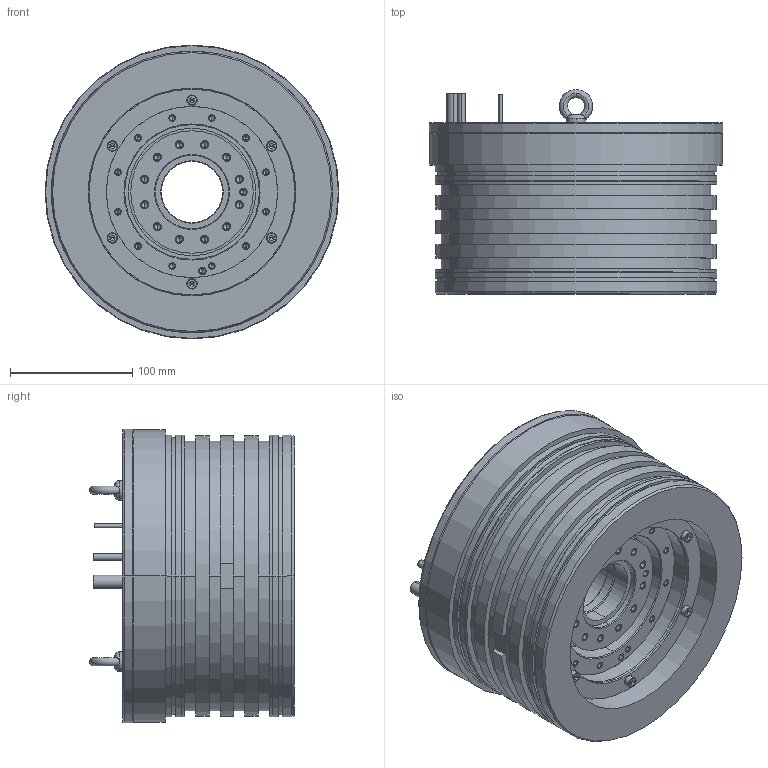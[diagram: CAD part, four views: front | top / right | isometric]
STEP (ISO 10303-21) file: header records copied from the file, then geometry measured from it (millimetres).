
FILE_DESCRIPTION((''),'2;1');
FILE_NAME('1313248-03_ASM','2020-02-26T10:55:33',('ch5084'),(''),'CREO PARAMETRIC BY PTC INC, 2019164','CREO PARAMETRIC BY PTC INC, 2019164','');
FILE_SCHEMA(('AUTOMOTIVE_DESIGN { 1 0 10303 214 1 1 1 1 }'));
Length unit declared in the file: millimetre
Products named in the file (16): 1314091-01-K01; 1314095-01-K01; 1314354-03; 1315817-03_ASM; 1315810-03; 1314097-01-K01; 200507-15-K01; 1314098-01-K01; 1314099-01-K01; 579060-06-Z01; 1278882-01-A01; 1314643-01-K01; 1314644-01-K01; 737739-02-Z01; 200507-99-K01; 1313248-03_ASM
Assembly tree (24 placements, depth 3):
  1313248-03_ASM
    1314091-01-K01
    1314095-01-K01
    1315817-03_ASM
      1314354-03
    1315810-03
    1314097-01-K01
    200507-15-K01  x6
    1314098-01-K01
    1314099-01-K01
    579060-06-Z01  x2
    1278882-01-A01
    1314643-01-K01
    1314644-01-K01
    737739-02-Z01
    200507-99-K01  x4
Bounding box: 240 x 167 x 240 mm (x, y, z)
Volume: 4631749.9 mm3; surface area: 589451 mm2
Topology: 23 solids, 23 shells, 911 faces, 2105 edges, 1226 vertices
Faces by surface type: cylinder 374, plane 289, cone 212, torus 32, bspline 4
Entity records: 22944 total; most frequent: CARTESIAN_POINT 3851, DIRECTION 3687, ORIENTED_EDGE 3000, EDGE_CURVE 1500, AXIS2_PLACEMENT_3D 1486, VERTEX_POINT 951, EDGE_LOOP 851, CIRCLE 753
